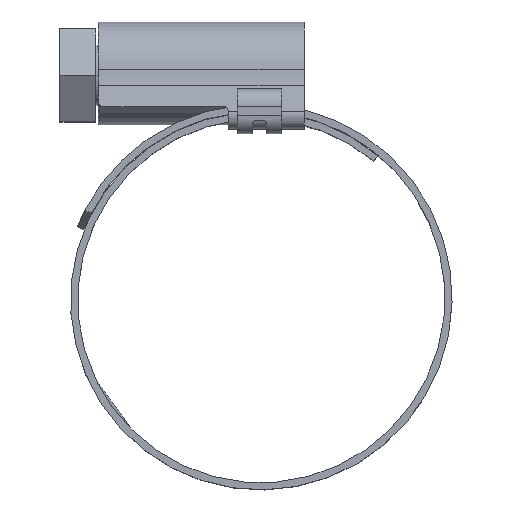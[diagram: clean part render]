
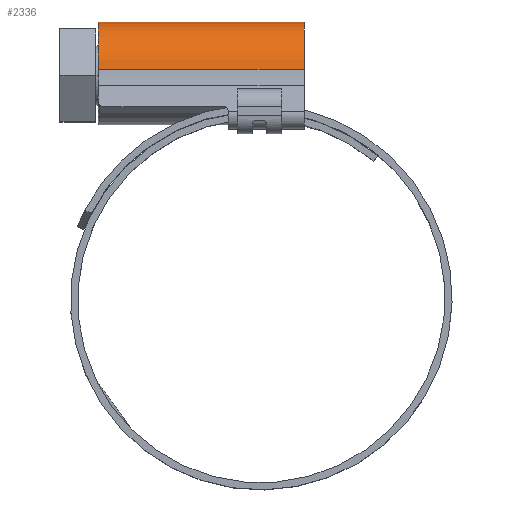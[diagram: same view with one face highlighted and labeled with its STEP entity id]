
A CAD part, top view. The second image highlights one B-rep face of the part: STEP entity #2336.
In plain terms, the highlighted cylindrical face has radius 6 mm (diameter 12 mm), a partial arc.
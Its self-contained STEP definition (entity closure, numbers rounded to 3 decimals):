
#49 = DIRECTION ( 'NONE',  ( 1., 0., 0. ) ) ;
#103 = DIRECTION ( 'NONE',  ( 0., 0., -1. ) ) ;
#151 = CIRCLE ( 'NONE', #622, 6. ) ;
#407 = CARTESIAN_POINT ( 'NONE',  ( -18., 25.665, -5.963 ) ) ;
#420 = CARTESIAN_POINT ( 'NONE',  ( 5., 25.665, -5.963 ) ) ;
#500 = CIRCLE ( 'NONE', #1118, 6. ) ;
#519 = DIRECTION ( 'NONE',  ( 1., 0., 0. ) ) ;
#622 = AXIS2_PLACEMENT_3D ( 'NONE', #2169, #49, #2445 ) ;
#814 = CYLINDRICAL_SURFACE ( 'NONE', #2275, 6. ) ;
#862 = VERTEX_POINT ( 'NONE', #420 ) ;
#871 = EDGE_LOOP ( 'NONE', ( #954, #1666, #3412, #1253 ) ) ;
#896 = VERTEX_POINT ( 'NONE', #3671 ) ;
#925 = EDGE_CURVE ( 'NONE', #1528, #896, #500, .T. ) ;
#954 = ORIENTED_EDGE ( 'NONE', *, *, #1808, .F. ) ;
#1118 = AXIS2_PLACEMENT_3D ( 'NONE', #2200, #2257, #1572 ) ;
#1253 = ORIENTED_EDGE ( 'NONE', *, *, #2410, .T. ) ;
#1386 = FACE_OUTER_BOUND ( 'NONE', #871, .T. ) ;
#1528 = VERTEX_POINT ( 'NONE', #407 ) ;
#1572 = DIRECTION ( 'NONE',  ( 0., 0., 1. ) ) ;
#1666 = ORIENTED_EDGE ( 'NONE', *, *, #3298, .F. ) ;
#1682 = CARTESIAN_POINT ( 'NONE',  ( -18., 25.665, -5.963 ) ) ;
#1808 = EDGE_CURVE ( 'NONE', #862, #2376, #151, .T. ) ;
#2169 = CARTESIAN_POINT ( 'NONE',  ( 5., 25., 0. ) ) ;
#2200 = CARTESIAN_POINT ( 'NONE',  ( -18., 25., 0. ) ) ;
#2248 = DIRECTION ( 'NONE',  ( 1., 0., 0. ) ) ;
#2257 = DIRECTION ( 'NONE',  ( 1., 0., 0. ) ) ;
#2275 = AXIS2_PLACEMENT_3D ( 'NONE', #3789, #2832, #103 ) ;
#2336 = ADVANCED_FACE ( 'NONE', ( #1386 ), #814, .T. ) ;
#2376 = VERTEX_POINT ( 'NONE', #3824 ) ;
#2410 = EDGE_CURVE ( 'NONE', #896, #2376, #2632, .T. ) ;
#2445 = DIRECTION ( 'NONE',  ( 0., 0., -1. ) ) ;
#2596 = LINE ( 'NONE', #1682, #2860 ) ;
#2632 = LINE ( 'NONE', #3284, #3604 ) ;
#2832 = DIRECTION ( 'NONE',  ( 1., 0., 0. ) ) ;
#2860 = VECTOR ( 'NONE', #2248, 1000. ) ;
#3284 = CARTESIAN_POINT ( 'NONE',  ( -18., 25.665, 5.963 ) ) ;
#3298 = EDGE_CURVE ( 'NONE', #1528, #862, #2596, .T. ) ;
#3412 = ORIENTED_EDGE ( 'NONE', *, *, #925, .T. ) ;
#3604 = VECTOR ( 'NONE', #519, 1000. ) ;
#3671 = CARTESIAN_POINT ( 'NONE',  ( -18., 25.665, 5.963 ) ) ;
#3789 = CARTESIAN_POINT ( 'NONE',  ( -18., 25., 0. ) ) ;
#3824 = CARTESIAN_POINT ( 'NONE',  ( 5., 25.665, 5.963 ) ) ;
